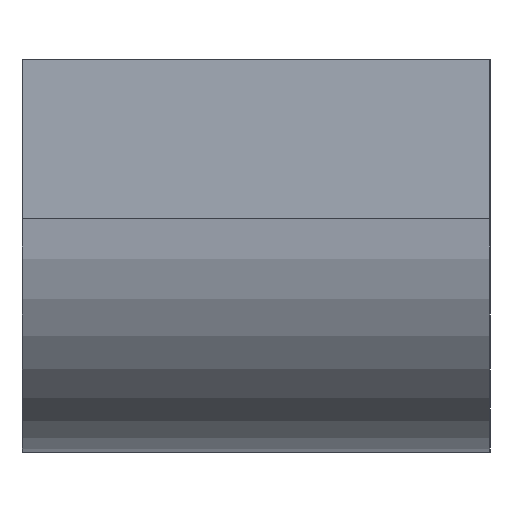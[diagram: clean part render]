
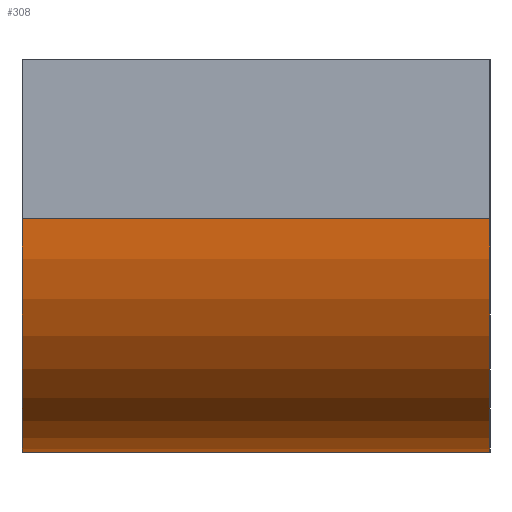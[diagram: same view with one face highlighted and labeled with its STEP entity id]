
A CAD part, left-side view. The second image highlights one B-rep face of the part: STEP entity #308.
In plain terms, the highlighted cylindrical face has radius 6.35 mm (diameter 12.7 mm), a partial arc.
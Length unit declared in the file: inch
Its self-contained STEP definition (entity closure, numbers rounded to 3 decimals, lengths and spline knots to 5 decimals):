
#30=LINE('',#554,#52);
#32=LINE('',#560,#54);
#52=VECTOR('',#397,0.5);
#54=VECTOR('',#401,0.5);
#92=CIRCLE('',#336,0.25);
#94=CIRCLE('',#339,0.25);
#111=FACE_OUTER_BOUND('',#139,.T.);
#139=EDGE_LOOP('',(#280,#281,#282,#283));
#162=VERTEX_POINT('',#547);
#165=VERTEX_POINT('',#552);
#166=VERTEX_POINT('',#556);
#168=VERTEX_POINT('',#559);
#195=EDGE_CURVE('',#165,#162,#30,.T.);
#197=EDGE_CURVE('',#166,#168,#32,.T.);
#205=EDGE_CURVE('',#162,#166,#92,.T.);
#207=EDGE_CURVE('',#168,#165,#94,.T.);
#280=ORIENTED_EDGE('',*,*,#205,.F.);
#281=ORIENTED_EDGE('',*,*,#195,.F.);
#282=ORIENTED_EDGE('',*,*,#207,.F.);
#283=ORIENTED_EDGE('',*,*,#197,.F.);
#291=CYLINDRICAL_SURFACE('',#341,0.25);
#308=ADVANCED_FACE('',(#111),#291,.T.);
#336=AXIS2_PLACEMENT_3D('',#572,#416,#417);
#339=AXIS2_PLACEMENT_3D('',#575,#422,#423);
#341=AXIS2_PLACEMENT_3D('',#577,#426,#427);
#397=DIRECTION('',(0.,1.,0.));
#401=DIRECTION('',(0.,-1.,0.));
#416=DIRECTION('center_axis',(0.,1.,0.));
#417=DIRECTION('ref_axis',(0.,0.,1.));
#422=DIRECTION('center_axis',(0.,-1.,0.));
#423=DIRECTION('ref_axis',(0.,0.,1.));
#426=DIRECTION('center_axis',(0.,1.,0.));
#427=DIRECTION('ref_axis',(0.,0.,1.));
#547=CARTESIAN_POINT('',(-0.625,0.25,-0.21));
#552=CARTESIAN_POINT('',(-0.625,-0.25,-0.21));
#554=CARTESIAN_POINT('',(-0.625,0.25,-0.21));
#556=CARTESIAN_POINT('',(-0.875,0.25,0.04));
#559=CARTESIAN_POINT('',(-0.875,-0.25,0.04));
#560=CARTESIAN_POINT('',(-0.875,-0.25,0.04));
#572=CARTESIAN_POINT('Origin',(-0.625,0.25,0.04));
#575=CARTESIAN_POINT('Origin',(-0.625,-0.25,0.04));
#577=CARTESIAN_POINT('Origin',(-0.625,0.25,0.04));
